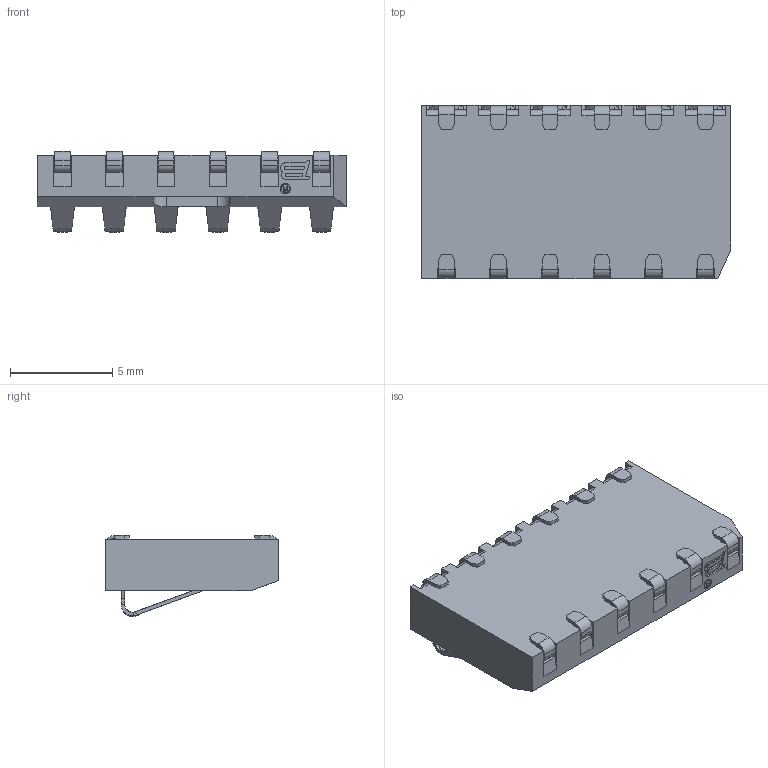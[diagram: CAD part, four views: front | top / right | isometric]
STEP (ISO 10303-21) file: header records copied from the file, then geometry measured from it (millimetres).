
FILE_DESCRIPTION((''),'2;1');
FILE_NAME('70AAJ-6-M0','2021-11-08T16:31:28',('RICKB'),('Bourns, Inc.'),'CREO PARAMETRIC BY PTC INC, 2018050','CREO PARAMETRIC BY PTC INC, 2018050','');
FILE_SCHEMA(('AUTOMOTIVE_DESIGN { 1 0 10303 214 1 1 1 1 }'));
Length unit declared in the file: inch
Products named in the file (1): 70AAJ-6-M0
Bounding box: 15.16 x 8.48 x 3.97 mm (x, y, z)
Volume: 200.1 mm3; surface area: 928.1 mm2
Topology: 1 solids, 1 shells, 1161 faces, 3079 edges, 1843 vertices
Faces by surface type: plane 815, cylinder 238, bspline 96, sphere 12
Entity records: 48531 total; most frequent: CARTESIAN_POINT 10355, ORIENTED_EDGE 6110, DIRECTION 5525, PRESENTATION_STYLE_ASSIGNMENT 3119, STYLED_ITEM 3059, CURVE_STYLE 3055, EDGE_CURVE 3055, VECTOR 2399
